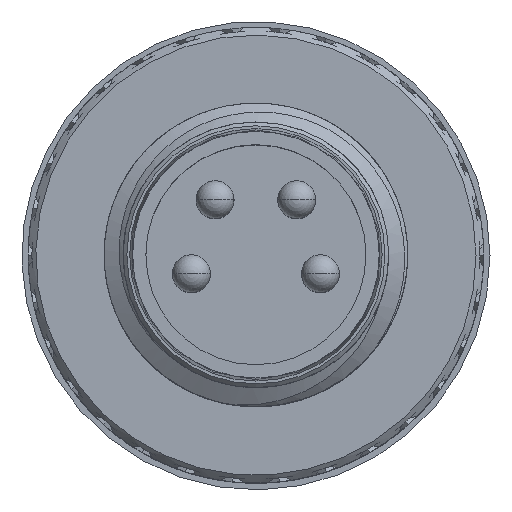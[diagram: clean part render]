
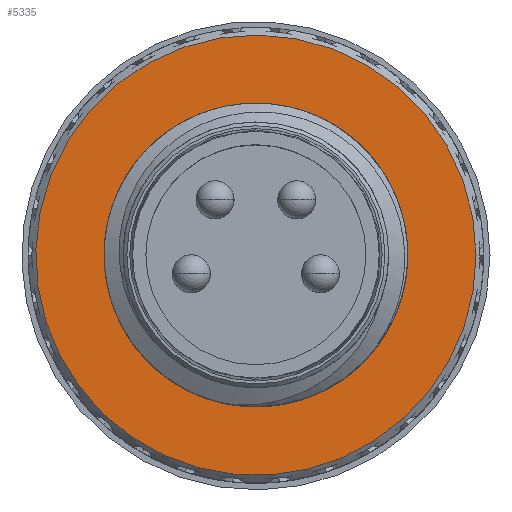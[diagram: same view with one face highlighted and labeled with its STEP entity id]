
A CAD part, top view. The second image highlights one B-rep face of the part: STEP entity #5335.
In plain terms, the highlighted planar face has unit normal (0, 0, 1).
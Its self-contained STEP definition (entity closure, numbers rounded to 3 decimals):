
#3449=PLANE('',#27951);
#3969=FACE_BOUND('',#8751,.T.);
#3970=FACE_BOUND('',#8752,.T.);
#5335=ADVANCED_FACE('',(#3969,#3970),#3449,.T.);
#8751=EDGE_LOOP('',(#15714));
#8752=EDGE_LOOP('',(#15715));
#8995=CIRCLE('',#27949,3.5);
#8996=CIRCLE('',#27950,5.8);
#15714=ORIENTED_EDGE('',*,*,#22216,.F.);
#15715=ORIENTED_EDGE('',*,*,#22217,.T.);
#18681=VERTEX_POINT('',#44478);
#18682=VERTEX_POINT('',#44480);
#22216=EDGE_CURVE('',#18681,#18681,#8995,.T.);
#22217=EDGE_CURVE('',#18682,#18682,#8996,.T.);
#27949=AXIS2_PLACEMENT_3D('',#44477,#36152,#36153);
#27950=AXIS2_PLACEMENT_3D('',#44479,#36154,#36155);
#27951=AXIS2_PLACEMENT_3D('',#44481,#36156,#36157);
#36152=DIRECTION('',(0.,0.,1.));
#36153=DIRECTION('',(1.,0.,0.));
#36154=DIRECTION('',(0.,0.,1.));
#36155=DIRECTION('',(1.,0.,0.));
#36156=DIRECTION('',(0.,0.,1.));
#36157=DIRECTION('',(1.,0.,0.));
#44477=CARTESIAN_POINT('',(0.,0.,-7.65));
#44478=CARTESIAN_POINT('',(3.5,0.,-7.65));
#44479=CARTESIAN_POINT('',(0.,0.,-7.65));
#44480=CARTESIAN_POINT('',(5.8,0.,-7.65));
#44481=CARTESIAN_POINT('',(0.,0.,-7.65));
